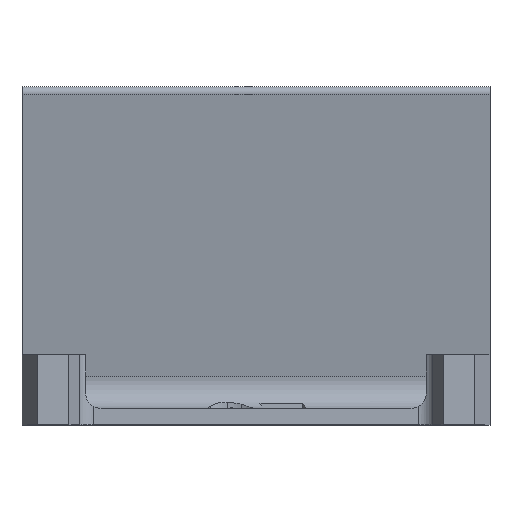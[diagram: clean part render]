
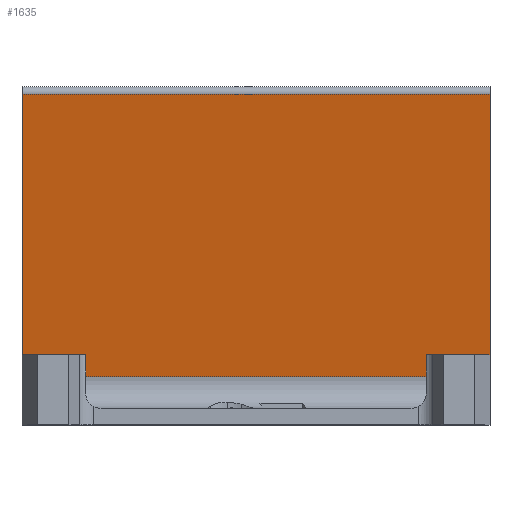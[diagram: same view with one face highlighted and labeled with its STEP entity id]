
A CAD part, top view. The second image highlights one B-rep face of the part: STEP entity #1635.
In plain terms, the highlighted planar face has unit normal (0, -0.187, 0.982).
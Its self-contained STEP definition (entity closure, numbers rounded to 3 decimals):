
#207=FACE_OUTER_BOUND('',#291,.T.);
#291=EDGE_LOOP('',(#1421,#1422,#1423,#1424));
#430=LINE('',#3133,#589);
#435=LINE('',#3146,#594);
#438=LINE('',#3155,#597);
#439=LINE('',#3158,#598);
#589=VECTOR('',#1966,10.);
#594=VECTOR('',#1981,10.);
#597=VECTOR('',#1992,10.);
#598=VECTOR('',#1997,10.);
#772=VERTEX_POINT('',#3130);
#773=VERTEX_POINT('',#3132);
#776=VERTEX_POINT('',#3144);
#778=VERTEX_POINT('',#3154);
#992=EDGE_CURVE('',#773,#772,#430,.T.);
#1000=EDGE_CURVE('',#776,#772,#435,.T.);
#1004=EDGE_CURVE('',#773,#778,#438,.T.);
#1006=EDGE_CURVE('',#776,#778,#439,.T.);
#1421=ORIENTED_EDGE('',*,*,#1000,.F.);
#1422=ORIENTED_EDGE('',*,*,#1006,.T.);
#1423=ORIENTED_EDGE('',*,*,#1004,.F.);
#1424=ORIENTED_EDGE('',*,*,#992,.T.);
#1553=PLANE('',#1729);
#1635=ADVANCED_FACE('',(#207),#1553,.T.);
#1729=AXIS2_PLACEMENT_3D('',#3157,#1995,#1996);
#1966=DIRECTION('',(0.,0.982,0.187));
#1981=DIRECTION('',(1.,0.,0.));
#1992=DIRECTION('',(-1.,0.,0.));
#1995=DIRECTION('center_axis',(0.,-0.187,0.982));
#1996=DIRECTION('ref_axis',(0.,0.982,0.187));
#1997=DIRECTION('',(0.,-0.982,-0.187));
#3130=CARTESIAN_POINT('',(43.106,62.49,-21.946));
#3132=CARTESIAN_POINT('',(43.106,10.234,-31.879));
#3133=CARTESIAN_POINT('',(43.106,4.3,-33.007));
#3144=CARTESIAN_POINT('',(-43.441,62.49,-21.946));
#3146=CARTESIAN_POINT('',(43.106,62.49,-21.946));
#3154=CARTESIAN_POINT('',(-43.441,10.234,-31.879));
#3155=CARTESIAN_POINT('',(40.219,10.234,-31.879));
#3157=CARTESIAN_POINT('Origin',(43.106,4.3,-33.007));
#3158=CARTESIAN_POINT('',(-43.441,18.364,-30.333));
